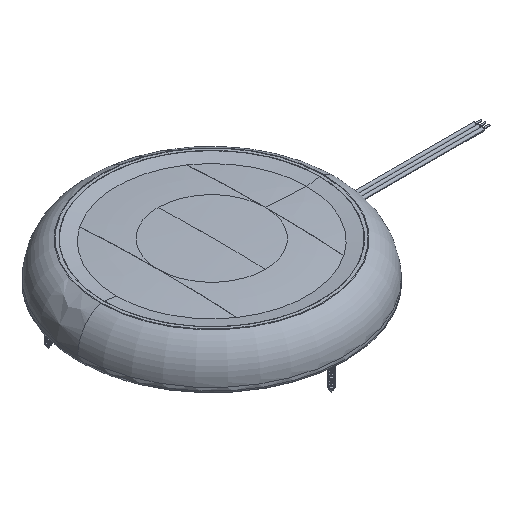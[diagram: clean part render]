
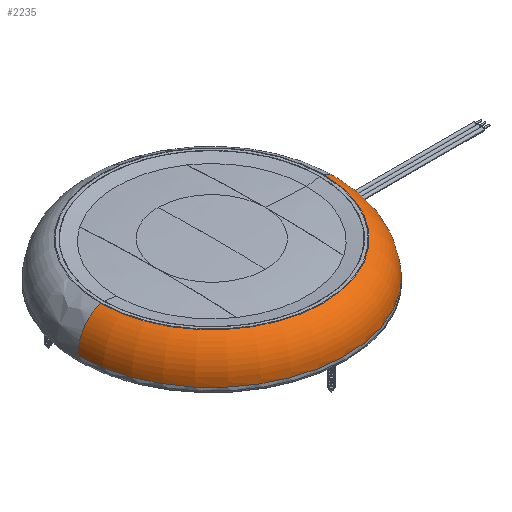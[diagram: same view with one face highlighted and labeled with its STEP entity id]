
A CAD part, isometric view. The second image highlights one B-rep face of the part: STEP entity #2235.
In plain terms, the highlighted face is a revolution surface.
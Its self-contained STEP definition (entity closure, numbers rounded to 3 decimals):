
#149=CARTESIAN_POINT('',(0.,0.,0.));
#150=DIRECTION('',(0.,0.,1.));
#151=DIRECTION('',(0.999,-0.048,0.));
#152=AXIS2_PLACEMENT_3D('',#149,#150,#151);
#451=CARTESIAN_POINT('',(0.,0.,0.));
#452=DIRECTION('',(0.,0.,-1.));
#453=DIRECTION('',(0.999,-0.048,0.));
#454=AXIS2_PLACEMENT_3D('',#451,#452,#453);
#456=CARTESIAN_POINT('',(-65.,0.,0.));
#457=CARTESIAN_POINT('',(-64.843,0.,
2.25));
#458=CARTESIAN_POINT('',(-64.077,0.,
7.022));
#459=CARTESIAN_POINT('',(-60.136,0.,
12.945));
#460=CARTESIAN_POINT('',(-56.087,0.,
15.78));
#461=CARTESIAN_POINT('',(-54.06,0.,
16.493));
#463=CARTESIAN_POINT('',(0.,0.,16.493));
#464=DIRECTION('',(0.,0.,1.));
#465=DIRECTION('',(-1.,0.,0.));
#466=AXIS2_PLACEMENT_3D('',#463,#464,#465);
#468=CARTESIAN_POINT('',(54.06,0.,16.493));
#469=CARTESIAN_POINT('',(56.087,0.,15.78));
#470=CARTESIAN_POINT('',(60.136,0.,
12.945));
#471=CARTESIAN_POINT('',(64.077,0.,
7.022));
#472=CARTESIAN_POINT('',(64.843,0.,2.25));
#473=CARTESIAN_POINT('',(65.,0.,0.));
#1553=CARTESIAN_POINT('',(64.925,-3.112,
0.));
#1554=VERTEX_POINT('',#1553);
#1555=CARTESIAN_POINT('',(65.,0.,0.));
#1556=VERTEX_POINT('',#1555);
#1599=CARTESIAN_POINT('',(-65.,0.,0.));
#1600=VERTEX_POINT('',#1599);
#1607=VERTEX_POINT('',#468);
#1608=CARTESIAN_POINT('',(-54.06,0.,16.493));
#1609=VERTEX_POINT('',#1608);
#2214=CARTESIAN_POINT('',(-53.862,0.,16.561));
#2215=CARTESIAN_POINT('',(-53.928,0.,16.539));
#2216=CARTESIAN_POINT('',(-56.027,0.,15.822));
#2217=CARTESIAN_POINT('',(-60.136,0.,12.945));
#2218=CARTESIAN_POINT('',(-64.077,0.,7.022));
#2219=CARTESIAN_POINT('',(-64.854,0.,2.182));
#2220=CARTESIAN_POINT('',(-65.01,0.,-0.139));
#2221=CARTESIAN_POINT('',(-65.014,0.,-0.209));
#2223=CARTESIAN_POINT('',(0.,0.,8.428));
#2224=DIRECTION('',(0.,0.,-1.));
#2225=AXIS1_PLACEMENT('',#2223,#2224);
#2226=SURFACE_OF_REVOLUTION('',#2222,#2225);
#2227=ORIENTED_EDGE('',*,*,#2175,.T.);
#2228=ORIENTED_EDGE('',*,*,#2209,.T.);
#2230=ORIENTED_EDGE('',*,*,#2229,.T.);
#2231=ORIENTED_EDGE('',*,*,#2205,.T.);
#2232=ORIENTED_EDGE('',*,*,#1838,.F.);
#2233=EDGE_LOOP('',(#2227,#2228,#2230,#2231,#2232));
#2234=FACE_OUTER_BOUND('',#2233,.F.);
#153=CIRCLE('',#152,65.);
#455=CIRCLE('',#454,65.);
#462=B_SPLINE_CURVE_WITH_KNOTS('',3,(#456,#457,#458,#459,#460,#461),
.UNSPECIFIED.,.F.,.F.,(4,1,1,4),(0.,0.321,0.692,1.),
.UNSPECIFIED.);
#467=CIRCLE('',#466,54.06);
#474=B_SPLINE_CURVE_WITH_KNOTS('',3,(#468,#469,#470,#471,#472,#473),
.UNSPECIFIED.,.F.,.F.,(4,1,1,4),(0.,0.308,0.679,1.),
.UNSPECIFIED.);
#1838=EDGE_CURVE('',#1554,#1556,#153,.T.);
#2175=EDGE_CURVE('',#1554,#1600,#455,.T.);
#2205=EDGE_CURVE('',#1607,#1556,#474,.T.);
#2209=EDGE_CURVE('',#1600,#1609,#462,.T.);
#2222=B_SPLINE_CURVE_WITH_KNOTS('',3,(#2214,#2215,#2216,#2217,#2218,#2219,#2220,
#2221),.UNSPECIFIED.,.F.,.F.,(4,1,1,1,1,4),(0.,0.01,
0.312,0.676,0.99,1.),.UNSPECIFIED.);
#2229=EDGE_CURVE('',#1609,#1607,#467,.T.);
#2235=ADVANCED_FACE('',(#2234),#2226,.T.);
